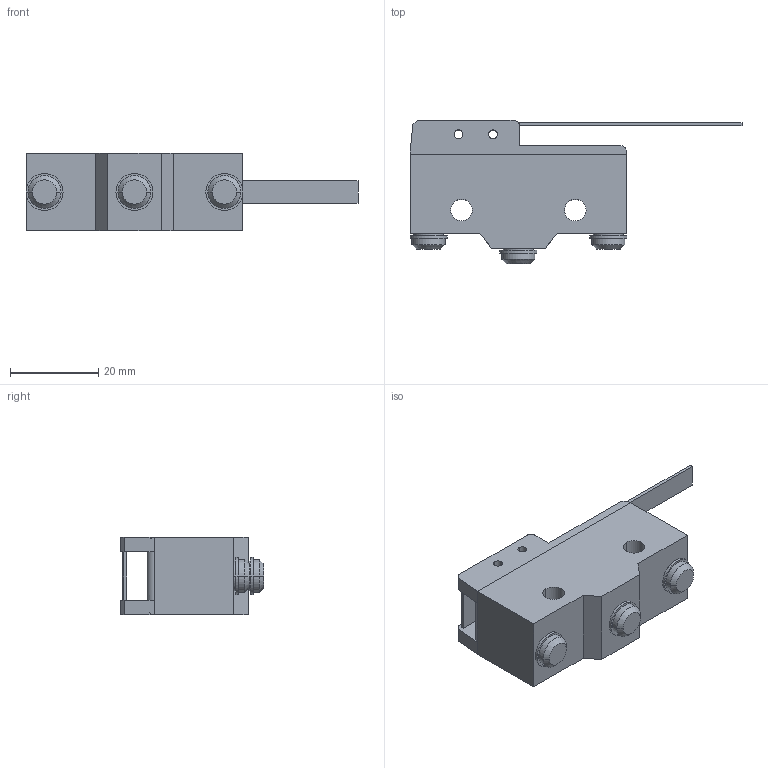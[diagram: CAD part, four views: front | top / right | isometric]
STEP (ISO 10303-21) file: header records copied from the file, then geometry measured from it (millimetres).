
FILE_DESCRIPTION((''),'2;1');
FILE_NAME('3d_KSL1S.stp','2012-10-02T14:57:36',(''),(''),'Mechanical Desktop 2011','Mechanical Desktop 2011',', , ');
FILE_SCHEMA(('CONFIG_CONTROL_DESIGN'));
Length unit declared in the file: millimetre
Products named in the file (1): Product
Bounding box: 75.3 x 32.48 x 17.5 mm (x, y, z)
Volume: 19325.9 mm3; surface area: 8282.9 mm2
Topology: 8 solids, 8 shells, 100 faces, 236 edges, 158 vertices
Faces by surface type: plane 48, cylinder 32, bspline 16, cone 4
Entity records: 3115 total; most frequent: CARTESIAN_POINT 655, DIRECTION 496, ORIENTED_EDGE 472, EDGE_CURVE 236, AXIS2_PLACEMENT_3D 175, VERTEX_POINT 158, VECTOR 146, LINE 146
